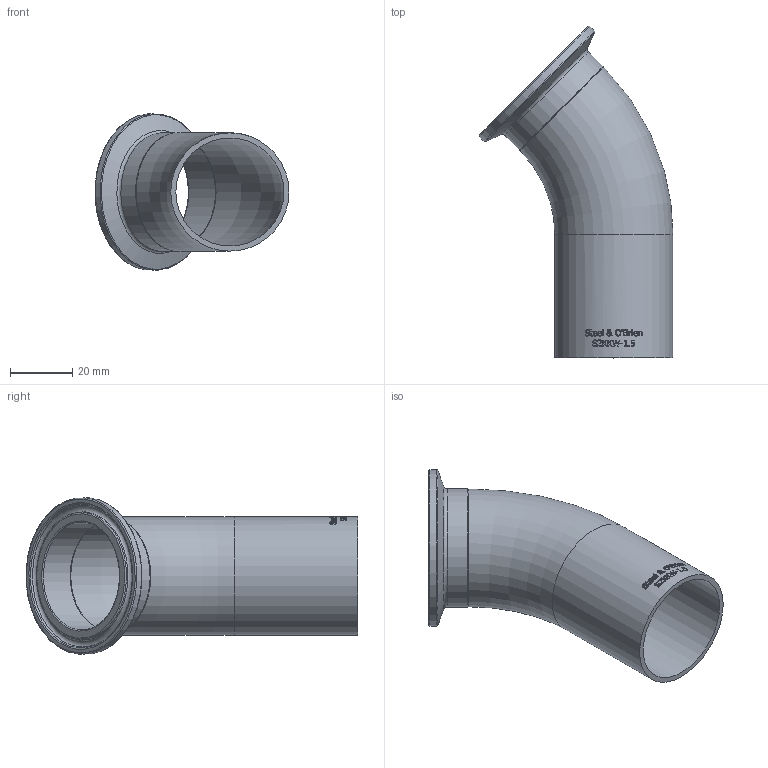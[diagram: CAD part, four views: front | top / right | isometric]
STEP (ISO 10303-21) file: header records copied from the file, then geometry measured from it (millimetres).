
FILE_DESCRIPTION(/* description */ (''),/* implementation_level */ '2;1');
FILE_NAME(/* name */ 'S2KKW-15.stp',/* time_stamp */ '2018-11-16T09:54:26-05:00',/* author */ ('rick'),/* organization */ (''),/* preprocessor_version */ 'ST-DEVELOPER v15.2',/* originating_system */ 'Autodesk Inventor 2014',/* authorisation */ '');
FILE_SCHEMA (('AUTOMOTIVE_DESIGN { 1 0 10303 214 3 1 1 }'));
Length unit declared in the file: inch
Products named in the file (1): S2KKW-15
Bounding box: 62.5 x 106.95 x 50.3 mm (x, y, z)
Volume: 21315.5 mm3; surface area: 24536.5 mm2
Topology: 1 solids, 1 shells, 369 faces, 990 edges, 656 vertices
Faces by surface type: bspline 160, plane 157, cylinder 38, torus 11, cone 3
Full cylindrical faces by diameter (mm): 34.798 x3, 38.1 x3, 50.394 x1
Entity records: 14473 total; most frequent: CARTESIAN_POINT 6158, ORIENTED_EDGE 1924, DIRECTION 1274, EDGE_CURVE 962, VERTEX_POINT 650, LINE 430, VECTOR 430, EDGE_LOOP 426
